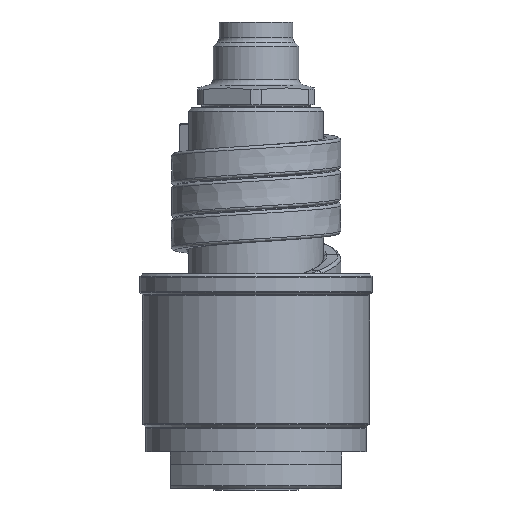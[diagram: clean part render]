
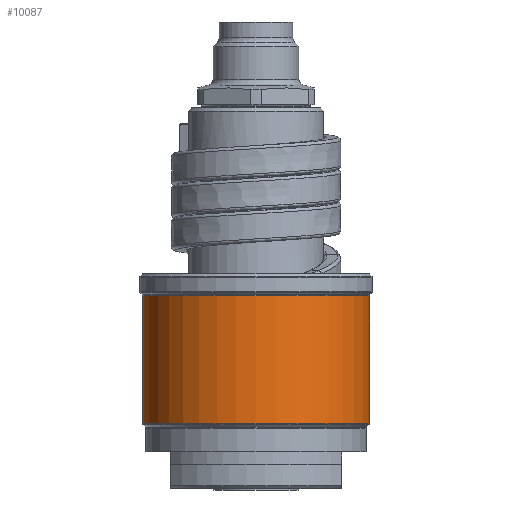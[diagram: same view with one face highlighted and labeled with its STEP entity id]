
A CAD part, front view. The second image highlights one B-rep face of the part: STEP entity #10087.
In plain terms, the highlighted cylindrical face has radius 18.5 mm (diameter 37 mm), a partial arc.
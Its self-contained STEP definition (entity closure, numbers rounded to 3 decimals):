
#3105=CARTESIAN_POINT('',(0.,0.,10.583));
#3106=DIRECTION('',(0.,0.,1.));
#3107=DIRECTION('',(-1.,0.,0.));
#3108=AXIS2_PLACEMENT_3D('',#3105,#3106,#3107);
#3110=DIRECTION('',(0.,0.,-1.));
#3111=VECTOR('',#3110,20.834);
#3112=CARTESIAN_POINT('',(-18.5,0.,31.417));
#3113=LINE('',#3112,#3111);
#3114=CARTESIAN_POINT('',(0.,0.,31.417));
#3115=DIRECTION('',(0.,0.,1.));
#3116=DIRECTION('',(-1.,0.,0.));
#3117=AXIS2_PLACEMENT_3D('',#3114,#3115,#3116);
#3119=DIRECTION('',(0.,0.,-1.));
#3120=VECTOR('',#3119,20.834);
#3121=CARTESIAN_POINT('',(18.5,0.,31.417));
#3122=LINE('',#3121,#3120);
#5695=CARTESIAN_POINT('',(18.5,0.,31.417));
#5696=CARTESIAN_POINT('',(-18.5,0.,31.417));
#5697=VERTEX_POINT('',#5695);
#5698=VERTEX_POINT('',#5696);
#5721=CARTESIAN_POINT('',(18.5,0.,10.583));
#5722=VERTEX_POINT('',#5721);
#5723=CARTESIAN_POINT('',(-18.5,0.,10.583));
#5724=VERTEX_POINT('',#5723);
#10075=CARTESIAN_POINT('',(0.,0.,8.75));
#10076=DIRECTION('',(0.,0.,1.));
#10077=DIRECTION('',(-1.,0.,0.));
#10078=AXIS2_PLACEMENT_3D('',#10075,#10076,#10077);
#10079=CYLINDRICAL_SURFACE('',#10078,18.5);
#10080=ORIENTED_EDGE('',*,*,#7724,.F.);
#10081=ORIENTED_EDGE('',*,*,#7705,.F.);
#10083=ORIENTED_EDGE('',*,*,#10082,.T.);
#10084=ORIENTED_EDGE('',*,*,#7701,.T.);
#10085=EDGE_LOOP('',(#10080,#10081,#10083,#10084));
#10086=FACE_OUTER_BOUND('',#10085,.F.);
#3109=CIRCLE('',#3108,18.5);
#3118=CIRCLE('',#3117,18.5);
#7701=EDGE_CURVE('',#5697,#5722,#3122,.T.);
#7705=EDGE_CURVE('',#5698,#5724,#3113,.T.);
#7724=EDGE_CURVE('',#5724,#5722,#3109,.T.);
#10082=EDGE_CURVE('',#5698,#5697,#3118,.T.);
#10087=ADVANCED_FACE('',(#10086),#10079,.T.);
